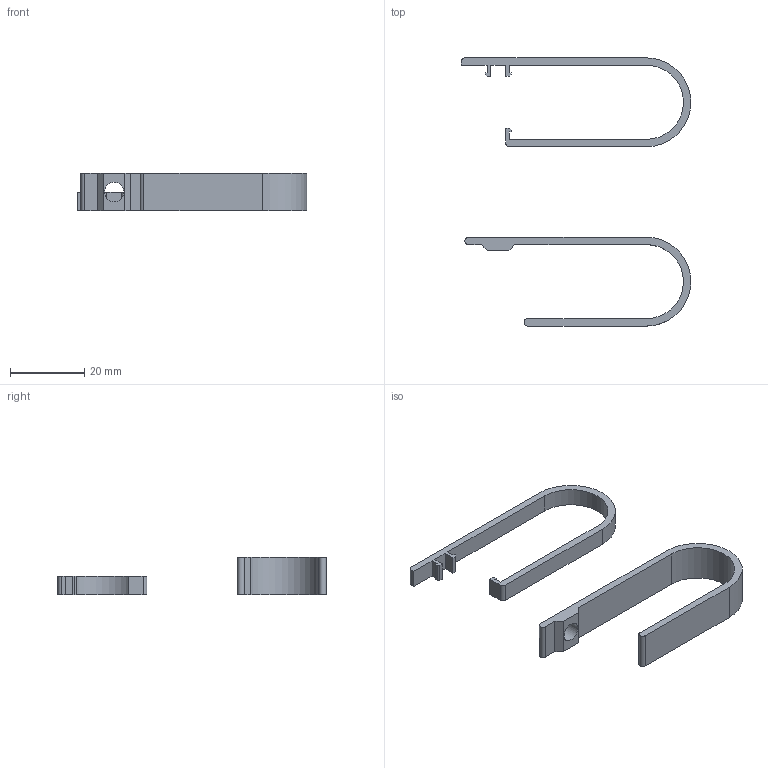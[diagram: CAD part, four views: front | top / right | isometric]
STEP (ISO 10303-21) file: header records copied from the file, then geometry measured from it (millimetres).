
FILE_DESCRIPTION( ( '' ), ' ' );
FILE_NAME( '551831e9e4b00bf556917e52.step', '2015-03-29T17:10:01', ( '' ), ( '' ), ' ', ' ', ' ' );
FILE_SCHEMA( ( 'AUTOMOTIVE_DESIGN { 1 0 10303 214 1 1 1 1 }' ) );
Length unit declared in the file: metre
Products named in the file (2): Screw-On; Clip-On
Bounding box: 62 x 72.4 x 10 mm (x, y, z)
Volume: 3638.6 mm3; surface area: 4723.3 mm2
Topology: 2 solids, 2 shells, 46 faces, 126 edges, 84 vertices
Faces by surface type: plane 37, cylinder 9
Full cylindrical faces by diameter (mm): 5.2 x1
Entity records: 1472 total; most frequent: CARTESIAN_POINT 257, ORIENTED_EDGE 250, DIRECTION 239, EDGE_CURVE 125, LINE 107, VECTOR 107, VERTEX_POINT 84, AXIS2_PLACEMENT_3D 66
